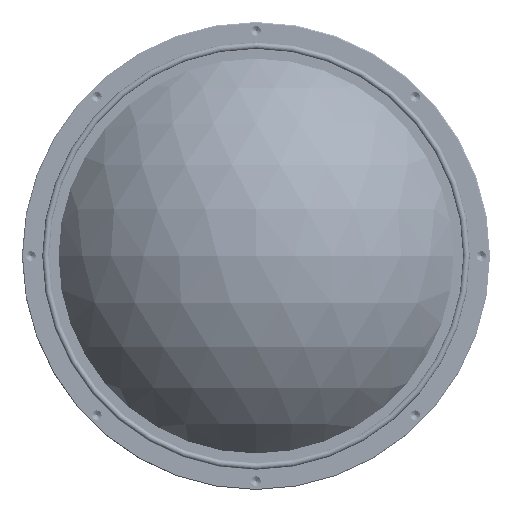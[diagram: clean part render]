
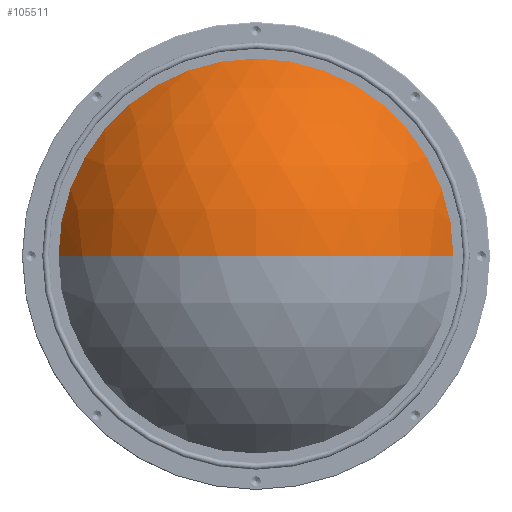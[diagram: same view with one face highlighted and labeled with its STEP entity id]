
A CAD part, left-side view. The second image highlights one B-rep face of the part: STEP entity #105511.
In plain terms, the highlighted spherical face has radius 61.223 mm.
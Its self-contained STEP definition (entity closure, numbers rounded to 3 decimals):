
#205 = DIRECTION ( 'NONE',  ( -1., 0., 0. ) ) ;
#8578 = CIRCLE ( 'NONE', #29808, 51.435 ) ;
#11758 = ORIENTED_EDGE ( 'NONE', *, *, #64773, .F. ) ;
#14387 = CARTESIAN_POINT ( 'NONE',  ( -61.922, -1.882, 35.797 ) ) ;
#14919 = CARTESIAN_POINT ( 'NONE',  ( -28.716, -1.882, -15.638 ) ) ;
#16365 = CIRCLE ( 'NONE', #22748, 51.435 ) ;
#16414 = DIRECTION ( 'NONE',  ( 0., 0., -1. ) ) ;
#19712 = FACE_OUTER_BOUND ( 'NONE', #95714, .T. ) ;
#22748 = AXIS2_PLACEMENT_3D ( 'NONE', #50514, #205, #75924 ) ;
#24044 = CARTESIAN_POINT ( 'NONE',  ( -89.939, -1.882, -15.638 ) ) ;
#28571 = VERTEX_POINT ( 'NONE', #52867 ) ;
#29808 = AXIS2_PLACEMENT_3D ( 'NONE', #78899, #103766, #82363 ) ;
#31478 = DIRECTION ( 'NONE',  ( 0., 1., 0. ) ) ;
#32084 = CIRCLE ( 'NONE', #76334, 61.223 ) ;
#34027 = CARTESIAN_POINT ( 'NONE',  ( -28.716, -1.882, -15.638 ) ) ;
#37762 = ORIENTED_EDGE ( 'NONE', *, *, #63744, .T. ) ;
#40631 = VERTEX_POINT ( 'NONE', #24044 ) ;
#50514 = CARTESIAN_POINT ( 'NONE',  ( -61.922, -1.882, -15.638 ) ) ;
#51097 = SPHERICAL_SURFACE ( 'NONE', #105558, 61.223 ) ;
#51565 = AXIS2_PLACEMENT_3D ( 'NONE', #68256, #52746, #85477 ) ;
#52746 = DIRECTION ( 'NONE',  ( 0., 0., 1. ) ) ;
#52867 = CARTESIAN_POINT ( 'NONE',  ( -61.922, -53.317, -15.638 ) ) ;
#54702 = ORIENTED_EDGE ( 'NONE', *, *, #94891, .T. ) ;
#58773 = VERTEX_POINT ( 'NONE', #59895 ) ;
#59895 = CARTESIAN_POINT ( 'NONE',  ( -61.922, 49.553, -15.638 ) ) ;
#63744 = EDGE_CURVE ( 'NONE', #28571, #94203, #8578, .T. ) ;
#64773 = EDGE_CURVE ( 'NONE', #40631, #58773, #32084, .T. ) ;
#68256 = CARTESIAN_POINT ( 'NONE',  ( -28.716, -1.882, -15.638 ) ) ;
#70056 = ORIENTED_EDGE ( 'NONE', *, *, #108328, .T. ) ;
#74540 = CIRCLE ( 'NONE', #51565, 61.223 ) ;
#75924 = DIRECTION ( 'NONE',  ( 0., 0., 1. ) ) ;
#76334 = AXIS2_PLACEMENT_3D ( 'NONE', #34027, #16414, #93196 ) ;
#78899 = CARTESIAN_POINT ( 'NONE',  ( -61.922, -1.882, -15.638 ) ) ;
#82363 = DIRECTION ( 'NONE',  ( 0., 0., 1. ) ) ;
#85477 = DIRECTION ( 'NONE',  ( 0., -1., 0. ) ) ;
#93196 = DIRECTION ( 'NONE',  ( -1., 0., 0. ) ) ;
#94203 = VERTEX_POINT ( 'NONE', #14387 ) ;
#94891 = EDGE_CURVE ( 'NONE', #40631, #28571, #74540, .T. ) ;
#95714 = EDGE_LOOP ( 'NONE', ( #11758, #54702, #37762, #70056 ) ) ;
#98988 = DIRECTION ( 'NONE',  ( 0., 0., 1. ) ) ;
#103766 = DIRECTION ( 'NONE',  ( -1., 0., 0. ) ) ;
#105511 = ADVANCED_FACE ( 'NONE', ( #19712 ), #51097, .T. ) ;
#105558 = AXIS2_PLACEMENT_3D ( 'NONE', #14919, #98988, #31478 ) ;
#108328 = EDGE_CURVE ( 'NONE', #94203, #58773, #16365, .T. ) ;
